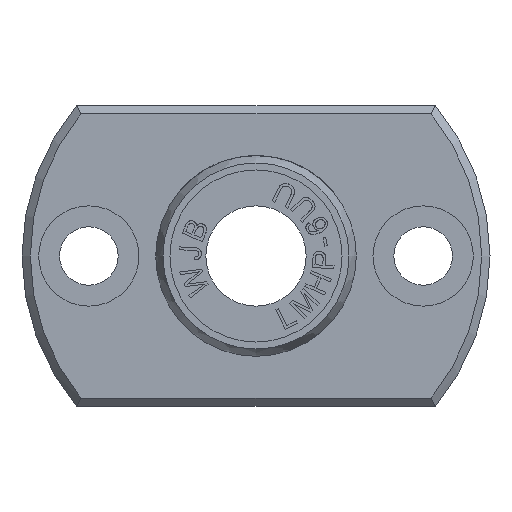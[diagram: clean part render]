
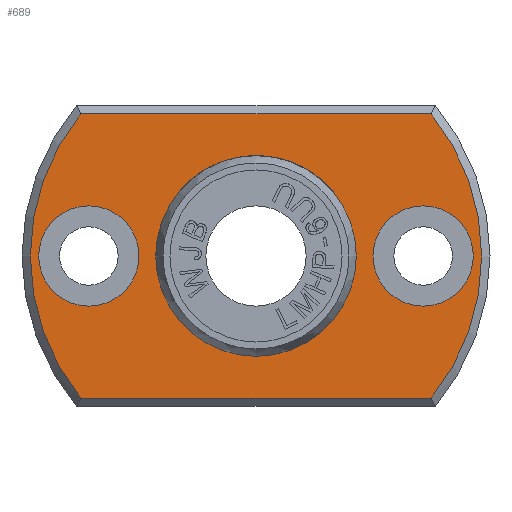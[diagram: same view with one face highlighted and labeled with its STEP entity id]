
A CAD part, left-side view. The second image highlights one B-rep face of the part: STEP entity #689.
In plain terms, the highlighted planar face has unit normal (-1, 0, 0).
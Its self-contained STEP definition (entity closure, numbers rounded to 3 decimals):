
#456=PLANE('',#6193);
#689=ADVANCED_FACE('',(#1088,#1089,#1090,#1091),#456,.T.);
#1088=FACE_BOUND('',#1194,.T.);
#1089=FACE_BOUND('',#1195,.T.);
#1090=FACE_BOUND('',#1196,.T.);
#1091=FACE_BOUND('',#1197,.T.);
#1194=EDGE_LOOP('',(#2797));
#1195=EDGE_LOOP('',(#2798));
#1196=EDGE_LOOP('',(#2799));
#1197=EDGE_LOOP('',(#2800,#2801,#2802,#2803));
#2511=CIRCLE('',#6186,13.5);
#2512=CIRCLE('',#6188,13.5);
#2513=CIRCLE('',#6190,3.);
#2514=CIRCLE('',#6191,3.);
#2515=CIRCLE('',#6192,5.809);
#2797=ORIENTED_EDGE('',*,*,#5065,.F.);
#2798=ORIENTED_EDGE('',*,*,#5066,.F.);
#2799=ORIENTED_EDGE('',*,*,#5067,.F.);
#2800=ORIENTED_EDGE('',*,*,#5061,.T.);
#2801=ORIENTED_EDGE('',*,*,#5068,.F.);
#2802=ORIENTED_EDGE('',*,*,#5063,.T.);
#2803=ORIENTED_EDGE('',*,*,#5069,.F.);
#4483=VERTEX_POINT('',#9039);
#4484=VERTEX_POINT('',#9044);
#4485=VERTEX_POINT('',#9051);
#4486=VERTEX_POINT('',#9053);
#4487=VERTEX_POINT('',#9060);
#4488=VERTEX_POINT('',#9062);
#4489=VERTEX_POINT('',#9064);
#5061=EDGE_CURVE('',#4483,#4484,#2511,.T.);
#5063=EDGE_CURVE('',#4486,#4485,#2512,.T.);
#5065=EDGE_CURVE('',#4487,#4487,#2513,.T.);
#5066=EDGE_CURVE('',#4488,#4488,#2514,.T.);
#5067=EDGE_CURVE('',#4489,#4489,#2515,.T.);
#5068=EDGE_CURVE('',#4486,#4484,#5735,.T.);
#5069=EDGE_CURVE('',#4483,#4485,#5736,.T.);
#5735=B_SPLINE_CURVE_WITH_KNOTS('',3,(#9065,#9066,#9067,#9068),.UNSPECIFIED.,
 .F.,.F.,(4,4),(0.,1.),.UNSPECIFIED.);
#5736=B_SPLINE_CURVE_WITH_KNOTS('',3,(#9069,#9070,#9071,#9072),.UNSPECIFIED.,
 .F.,.F.,(4,4),(0.,1.),.UNSPECIFIED.);
#6186=AXIS2_PLACEMENT_3D('',#9045,#6686,#6687);
#6188=AXIS2_PLACEMENT_3D('',#9052,#6690,#6691);
#6190=AXIS2_PLACEMENT_3D('',#9059,#6694,#6695);
#6191=AXIS2_PLACEMENT_3D('',#9061,#6696,#6697);
#6192=AXIS2_PLACEMENT_3D('',#9063,#6698,#6699);
#6193=AXIS2_PLACEMENT_3D('',#9073,#6700,#6701);
#6686=DIRECTION('',(-1.,0.,0.));
#6687=DIRECTION('',(0.,0.,-1.));
#6690=DIRECTION('',(-1.,0.,0.));
#6691=DIRECTION('',(0.,0.,-1.));
#6694=DIRECTION('',(-1.,0.,0.));
#6695=DIRECTION('',(0.,0.,1.));
#6696=DIRECTION('',(-1.,0.,0.));
#6697=DIRECTION('',(0.,0.,1.));
#6698=DIRECTION('',(-1.,0.,0.));
#6699=DIRECTION('',(0.,0.,1.));
#6700=DIRECTION('',(-1.,0.,0.));
#6701=DIRECTION('',(0.,0.,-1.));
#9039=CARTESIAN_POINT('',(0.,-10.488,-8.5));
#9044=CARTESIAN_POINT('',(0.,-10.488,8.5));
#9045=CARTESIAN_POINT('',(0.,0.,
0.));
#9051=CARTESIAN_POINT('',(0.,10.488,-8.5));
#9052=CARTESIAN_POINT('',(0.,0.,
0.));
#9053=CARTESIAN_POINT('',(0.,10.488,8.5));
#9059=CARTESIAN_POINT('',(0.,-10.,0.));
#9060=CARTESIAN_POINT('',(0.,-10.,3.));
#9061=CARTESIAN_POINT('',(0.,10.,0.));
#9062=CARTESIAN_POINT('',(0.,10.,3.));
#9063=CARTESIAN_POINT('',(0.,0.,
0.));
#9064=CARTESIAN_POINT('',(0.,0.,
5.809));
#9065=CARTESIAN_POINT('',(0.,10.488,8.5));
#9066=CARTESIAN_POINT('',(0.,3.496,8.5));
#9067=CARTESIAN_POINT('',(0.,-3.496,8.5));
#9068=CARTESIAN_POINT('',(0.,-10.488,8.5));
#9069=CARTESIAN_POINT('',(0.,-10.488,-8.5));
#9070=CARTESIAN_POINT('',(0.,-3.496,-8.5));
#9071=CARTESIAN_POINT('',(0.,3.496,-8.5));
#9072=CARTESIAN_POINT('',(0.,10.488,-8.5));
#9073=CARTESIAN_POINT('',(0.,0.,
9.905));
